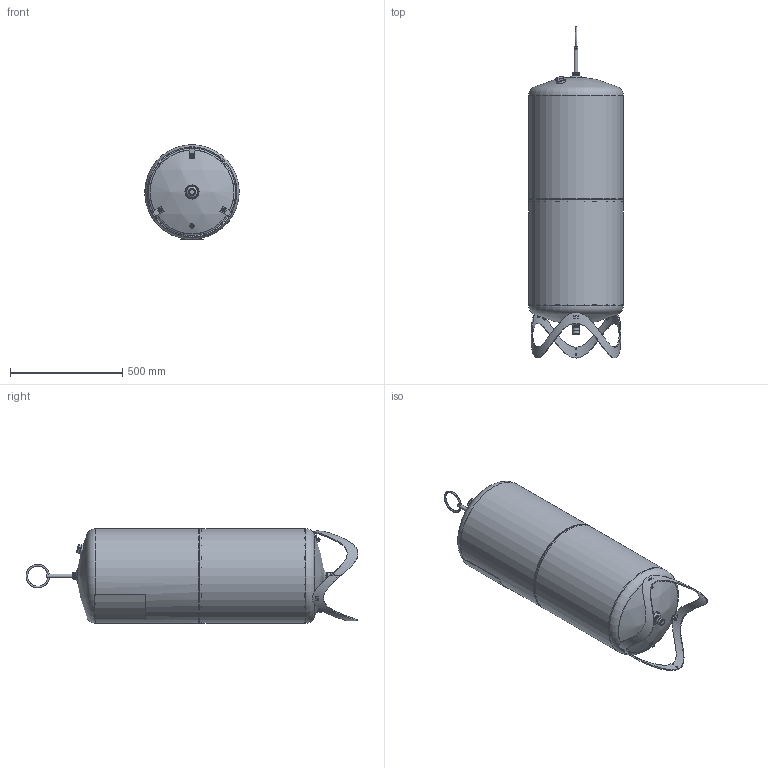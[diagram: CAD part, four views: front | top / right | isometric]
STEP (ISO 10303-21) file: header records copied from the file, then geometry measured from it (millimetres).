
FILE_DESCRIPTION((''),'2;1');
FILE_NAME('7103007_3D_1002_00_DE_FR_IT_EN_NL_UPD.stp','2015-01-08T11:14:36',('SCG'),(''),'Autodesk Inventor 2013','Autodesk Inventor 2013','');
FILE_SCHEMA(('AUTOMOTIVE_DESIGN { 1 0 10303 214 1 1 1 1 }'));
Length unit declared in the file: millimetre
Products named in the file (1): 119478
Bounding box: 420 x 1475.63 x 420.3 mm (x, y, z)
Volume: 24049552.6 mm3; surface area: 4243517.1 mm2
Topology: 4 solids, 9 shells, 438 faces, 1123 edges, 721 vertices
Faces by surface type: plane 186, cylinder 121, cone 53, bspline 37, torus 35, sphere 5, revolution 1
Full cylindrical faces by diameter (mm): 4 x20, 7.5 x2, 8 x6, 8.4 x1, 9 x5, 10 x3, 11.027 x1, 12.6 x1, 14 x1, 14.95 x1, 17.2 x1, 18 x1, 20 x2, 24.117 x1, 26.44 x1, 26.5 x1, 26.8 x2, 27 x2, 29.8 x4, 30 x1, 32 x1, 33 x2, 33.039 x2, 33.3 x1, 40 x1, 41 x1, 45 x1, 54.936 x2, 57.684 x1, 388 x1
Entity records: 15814 total; most frequent: CARTESIAN_POINT 5593, DIRECTION 1993, ORIENTED_EDGE 1864, EDGE_CURVE 932, AXIS2_PLACEMENT_3D 835, EDGE_LOOP 693, VERTEX_POINT 676, FACE_OUTER_BOUND 438
